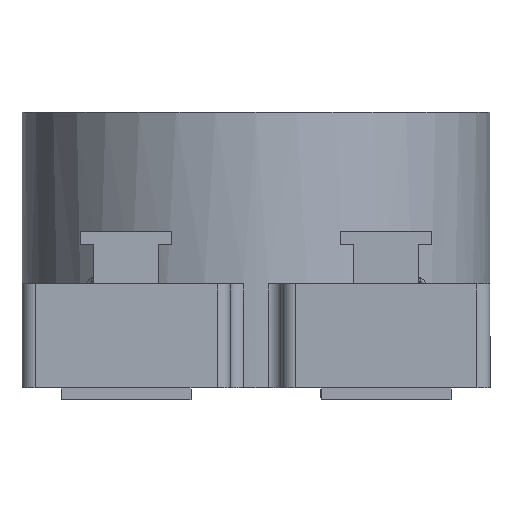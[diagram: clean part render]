
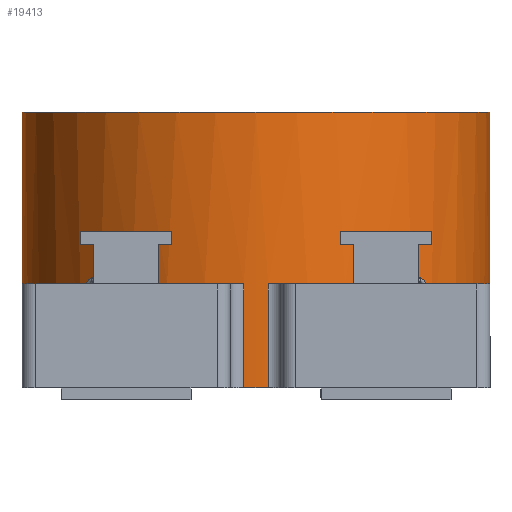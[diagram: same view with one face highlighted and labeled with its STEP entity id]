
A CAD part, front view. The second image highlights one B-rep face of the part: STEP entity #19413.
In plain terms, the highlighted cylindrical face has radius 9 mm (diameter 18 mm), a full revolution.
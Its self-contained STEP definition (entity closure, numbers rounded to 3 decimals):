
#854=CYLINDRICAL_SURFACE('',#20519,9.);
#1390=LINE('',#25949,#1782);
#1394=LINE('',#25957,#1786);
#1402=LINE('',#25970,#1794);
#1408=LINE('',#25981,#1800);
#1412=LINE('',#26003,#1804);
#1414=LINE('',#26006,#1806);
#1418=LINE('',#26011,#1810);
#1436=LINE('',#26038,#1828);
#1437=LINE('',#26040,#1829);
#1444=LINE('',#26050,#1836);
#1447=LINE('',#26055,#1839);
#1452=LINE('',#26062,#1844);
#1782=VECTOR('',#22224,1000.);
#1786=VECTOR('',#22232,1000.);
#1794=VECTOR('',#22246,1000.);
#1800=VECTOR('',#22258,1000.);
#1804=VECTOR('',#22298,1000.);
#1806=VECTOR('',#22302,1000.);
#1810=VECTOR('',#22308,1000.);
#1828=VECTOR('',#22344,1000.);
#1829=VECTOR('',#22347,1000.);
#1836=VECTOR('',#22360,1000.);
#1839=VECTOR('',#22367,1000.);
#1844=VECTOR('',#22376,1000.);
#3161=ORIENTED_EDGE('',*,*,#5278,.F.);
#3162=ORIENTED_EDGE('',*,*,#5207,.F.);
#3163=ORIENTED_EDGE('',*,*,#5246,.T.);
#3164=ORIENTED_EDGE('',*,*,#5654,.F.);
#3165=ORIENTED_EDGE('',*,*,#5242,.F.);
#3166=ORIENTED_EDGE('',*,*,#5237,.T.);
#3167=ORIENTED_EDGE('',*,*,#5274,.T.);
#3168=ORIENTED_EDGE('',*,*,#5177,.T.);
#3169=ORIENTED_EDGE('',*,*,#5304,.F.);
#3170=ORIENTED_EDGE('',*,*,#5135,.F.);
#3171=ORIENTED_EDGE('',*,*,#5307,.T.);
#3172=ORIENTED_EDGE('',*,*,#5104,.T.);
#3173=ORIENTED_EDGE('',*,*,#5312,.F.);
#3174=ORIENTED_EDGE('',*,*,#5211,.F.);
#3175=ORIENTED_EDGE('',*,*,#5260,.T.);
#3176=ORIENTED_EDGE('',*,*,#5655,.F.);
#3177=ORIENTED_EDGE('',*,*,#5254,.F.);
#3178=ORIENTED_EDGE('',*,*,#5217,.T.);
#3179=ORIENTED_EDGE('',*,*,#5272,.T.);
#3180=ORIENTED_EDGE('',*,*,#5007,.F.);
#3181=ORIENTED_EDGE('',*,*,#5296,.F.);
#3182=ORIENTED_EDGE('',*,*,#5051,.F.);
#3183=ORIENTED_EDGE('',*,*,#5297,.T.);
#3184=ORIENTED_EDGE('',*,*,#5082,.F.);
#3185=ORIENTED_EDGE('',*,*,#5656,.T.);
#5007=EDGE_CURVE('',#6491,#6492,#7707,.T.);
#5051=EDGE_CURVE('',#6531,#6532,#7722,.T.);
#5082=EDGE_CURVE('',#6558,#6559,#7729,.T.);
#5104=EDGE_CURVE('',#6575,#6574,#7734,.T.);
#5135=EDGE_CURVE('',#6599,#6600,#7741,.T.);
#5177=EDGE_CURVE('',#6640,#6639,#7755,.T.);
#5207=EDGE_CURVE('',#6658,#6660,#7766,.T.);
#5211=EDGE_CURVE('',#6662,#6664,#7768,.T.);
#5217=EDGE_CURVE('',#6667,#6669,#7771,.T.);
#5237=EDGE_CURVE('',#6687,#6689,#7781,.T.);
#5242=EDGE_CURVE('',#6687,#6691,#1390,.T.);
#5246=EDGE_CURVE('',#6658,#6693,#1394,.T.);
#5254=EDGE_CURVE('',#6667,#6695,#1402,.T.);
#5260=EDGE_CURVE('',#6662,#6697,#1408,.T.);
#5272=EDGE_CURVE('',#6669,#6492,#1412,.T.);
#5274=EDGE_CURVE('',#6689,#6640,#1414,.T.);
#5278=EDGE_CURVE('',#6660,#6558,#1418,.T.);
#5296=EDGE_CURVE('',#6532,#6491,#1436,.T.);
#5297=EDGE_CURVE('',#6531,#6559,#1437,.T.);
#5304=EDGE_CURVE('',#6600,#6639,#1444,.T.);
#5307=EDGE_CURVE('',#6599,#6575,#1447,.T.);
#5312=EDGE_CURVE('',#6664,#6574,#1452,.T.);
#5654=EDGE_CURVE('',#6691,#6693,#7791,.T.);
#5655=EDGE_CURVE('',#6695,#6697,#7792,.T.);
#5656=EDGE_CURVE('',#6923,#6923,#7793,.T.);
#6491=VERTEX_POINT('',#25415);
#6492=VERTEX_POINT('',#25416);
#6531=VERTEX_POINT('',#25504);
#6532=VERTEX_POINT('',#25506);
#6558=VERTEX_POINT('',#25567);
#6559=VERTEX_POINT('',#25569);
#6574=VERTEX_POINT('',#25613);
#6575=VERTEX_POINT('',#25615);
#6599=VERTEX_POINT('',#25677);
#6600=VERTEX_POINT('',#25679);
#6639=VERTEX_POINT('',#25762);
#6640=VERTEX_POINT('',#25764);
#6658=VERTEX_POINT('',#25826);
#6660=VERTEX_POINT('',#25829);
#6662=VERTEX_POINT('',#25841);
#6664=VERTEX_POINT('',#25844);
#6667=VERTEX_POINT('',#25857);
#6669=VERTEX_POINT('',#25864);
#6687=VERTEX_POINT('',#25932);
#6689=VERTEX_POINT('',#25939);
#6691=VERTEX_POINT('',#25947);
#6693=VERTEX_POINT('',#25956);
#6695=VERTEX_POINT('',#25968);
#6697=VERTEX_POINT('',#25980);
#6923=VERTEX_POINT('',#26995);
#7707=CIRCLE('',#20209,9.);
#7722=CIRCLE('',#20230,9.);
#7729=CIRCLE('',#20242,9.);
#7734=CIRCLE('',#20255,9.);
#7741=CIRCLE('',#20270,9.);
#7755=CIRCLE('',#20287,9.);
#7766=CIRCLE('',#20310,9.);
#7768=CIRCLE('',#20313,9.);
#7771=CIRCLE('',#20317,9.);
#7781=CIRCLE('',#20332,9.);
#7791=CIRCLE('',#20520,9.);
#7792=CIRCLE('',#20521,9.);
#7793=CIRCLE('',#20522,9.);
#8609=EDGE_LOOP('',(#3161,#3162,#3163,#3164,#3165,#3166,#3167,#3168,#3169,
#3170,#3171,#3172,#3173,#3174,#3175,#3176,#3177,#3178,#3179,#3180,#3181,
#3182,#3183,#3184));
#8610=EDGE_LOOP('',(#3185));
#10375=FACE_BOUND('',#8609,.T.);
#10376=FACE_BOUND('',#8610,.T.);
#19413=ADVANCED_FACE('',(#10375,#10376),#854,.T.);
#20209=AXIS2_PLACEMENT_3D('',#25414,#21828,#21829);
#20230=AXIS2_PLACEMENT_3D('',#25505,#21899,#21900);
#20242=AXIS2_PLACEMENT_3D('',#25568,#21947,#21948);
#20255=AXIS2_PLACEMENT_3D('',#25614,#21990,#21991);
#20270=AXIS2_PLACEMENT_3D('',#25678,#22044,#22045);
#20287=AXIS2_PLACEMENT_3D('',#25763,#22106,#22107);
#20310=AXIS2_PLACEMENT_3D('',#25828,#22170,#22171);
#20313=AXIS2_PLACEMENT_3D('',#25843,#22176,#22177);
#20317=AXIS2_PLACEMENT_3D('',#25865,#22184,#22185);
#20332=AXIS2_PLACEMENT_3D('',#25940,#22214,#22215);
#20519=AXIS2_PLACEMENT_3D('',#26991,#22771,#22772);
#20520=AXIS2_PLACEMENT_3D('',#26992,#22773,#22774);
#20521=AXIS2_PLACEMENT_3D('',#26993,#22775,#22776);
#20522=AXIS2_PLACEMENT_3D('',#26994,#22777,#22778);
#21828=DIRECTION('',(0.,0.,-1.));
#21829=DIRECTION('',(0.,-1.,0.));
#21899=DIRECTION('',(0.,0.,-1.));
#21900=DIRECTION('',(1.,0.,0.));
#21947=DIRECTION('',(0.,0.,-1.));
#21948=DIRECTION('',(0.,-1.,0.));
#21990=DIRECTION('',(0.,0.,1.));
#21991=DIRECTION('',(0.,-1.,0.));
#22044=DIRECTION('',(0.,0.,-1.));
#22045=DIRECTION('',(1.,0.,0.));
#22106=DIRECTION('',(0.,0.,1.));
#22107=DIRECTION('',(0.,-1.,0.));
#22170=DIRECTION('',(0.,0.,-1.));
#22171=DIRECTION('',(-1.,0.,0.));
#22176=DIRECTION('',(0.,0.,-1.));
#22177=DIRECTION('',(-1.,0.,0.));
#22184=DIRECTION('',(0.,0.,1.));
#22185=DIRECTION('',(1.,0.,0.));
#22214=DIRECTION('',(0.,0.,1.));
#22215=DIRECTION('',(1.,0.,0.));
#22224=DIRECTION('',(0.,0.,-1.));
#22232=DIRECTION('',(0.,0.,-1.));
#22246=DIRECTION('',(0.,0.,-1.));
#22258=DIRECTION('',(0.,0.,-1.));
#22298=DIRECTION('',(0.,0.,1.));
#22302=DIRECTION('',(0.,0.,1.));
#22308=DIRECTION('',(0.,0.,1.));
#22344=DIRECTION('',(0.,0.,1.));
#22347=DIRECTION('',(0.,0.,1.));
#22360=DIRECTION('',(0.,0.,1.));
#22367=DIRECTION('',(0.,0.,1.));
#22376=DIRECTION('',(0.,0.,1.));
#22771=DIRECTION('',(0.,0.,-1.));
#22772=DIRECTION('',(1.,0.,0.));
#22773=DIRECTION('',(0.,0.,-1.));
#22774=DIRECTION('',(1.,0.,0.));
#22775=DIRECTION('',(0.,0.,-1.));
#22776=DIRECTION('',(1.,0.,0.));
#22777=DIRECTION('',(0.,0.,-1.));
#22778=DIRECTION('',(1.,0.,0.));
#25414=CARTESIAN_POINT('',(0.,0.,
-6.6));
#25415=CARTESIAN_POINT('',(8.988,-0.474,-6.6));
#25416=CARTESIAN_POINT('',(6.726,-5.98,-6.6));
#25504=CARTESIAN_POINT('',(8.988,0.474,-10.6));
#25505=CARTESIAN_POINT('',(0.,0.,-10.6));
#25506=CARTESIAN_POINT('',(8.988,-0.474,-10.6));
#25567=CARTESIAN_POINT('',(6.726,5.98,-6.6));
#25568=CARTESIAN_POINT('',(0.,0.,
-6.6));
#25569=CARTESIAN_POINT('',(8.988,0.474,-6.6));
#25613=CARTESIAN_POINT('',(-6.726,-5.98,-6.6));
#25614=CARTESIAN_POINT('',(0.,0.,-6.6));
#25615=CARTESIAN_POINT('',(-8.988,-0.474,-6.6));
#25677=CARTESIAN_POINT('',(-8.988,-0.474,-10.6));
#25678=CARTESIAN_POINT('',(0.,0.,-10.6));
#25679=CARTESIAN_POINT('',(-8.988,0.474,-10.6));
#25762=CARTESIAN_POINT('',(-8.988,0.474,-6.6));
#25763=CARTESIAN_POINT('',(0.,0.,-6.6));
#25764=CARTESIAN_POINT('',(-6.726,5.98,-6.6));
#25826=CARTESIAN_POINT('',(5.98,6.726,-8.5));
#25828=CARTESIAN_POINT('',(0.,0.,-8.5));
#25829=CARTESIAN_POINT('',(6.726,5.98,-8.5));
#25841=CARTESIAN_POINT('',(-5.98,-6.726,-8.5));
#25843=CARTESIAN_POINT('',(0.,0.,-8.5));
#25844=CARTESIAN_POINT('',(-6.726,-5.98,-8.5));
#25857=CARTESIAN_POINT('',(5.98,-6.726,-8.5));
#25864=CARTESIAN_POINT('',(6.726,-5.98,-8.5));
#25865=CARTESIAN_POINT('',(0.,0.,-8.5));
#25932=CARTESIAN_POINT('',(-5.98,6.726,-8.5));
#25939=CARTESIAN_POINT('',(-6.726,5.98,-8.5));
#25940=CARTESIAN_POINT('',(0.,0.,-8.5));
#25947=CARTESIAN_POINT('',(-5.98,6.726,-10.6));
#25949=CARTESIAN_POINT('',(-5.98,6.726,-8.6));
#25956=CARTESIAN_POINT('',(5.98,6.726,-10.6));
#25957=CARTESIAN_POINT('',(5.98,6.726,-8.6));
#25968=CARTESIAN_POINT('',(5.98,-6.726,-10.6));
#25970=CARTESIAN_POINT('',(5.98,-6.726,-8.6));
#25980=CARTESIAN_POINT('',(-5.98,-6.726,-10.6));
#25981=CARTESIAN_POINT('',(-5.98,-6.726,-8.6));
#26003=CARTESIAN_POINT('',(6.726,-5.98,-10.6));
#26006=CARTESIAN_POINT('',(-6.726,5.98,-10.6));
#26011=CARTESIAN_POINT('',(6.726,5.98,-10.6));
#26038=CARTESIAN_POINT('',(8.988,-0.474,-10.6));
#26040=CARTESIAN_POINT('',(8.988,0.474,-10.6));
#26050=CARTESIAN_POINT('',(-8.988,0.474,-10.6));
#26055=CARTESIAN_POINT('',(-8.988,-0.474,-10.6));
#26062=CARTESIAN_POINT('',(-6.726,-5.98,-10.6));
#26991=CARTESIAN_POINT('',(0.,0.,-10.6));
#26992=CARTESIAN_POINT('',(0.,0.,-10.6));
#26993=CARTESIAN_POINT('',(0.,0.,-10.6));
#26994=CARTESIAN_POINT('',(0.,0.,0.));
#26995=CARTESIAN_POINT('',(9.,0.,0.));
